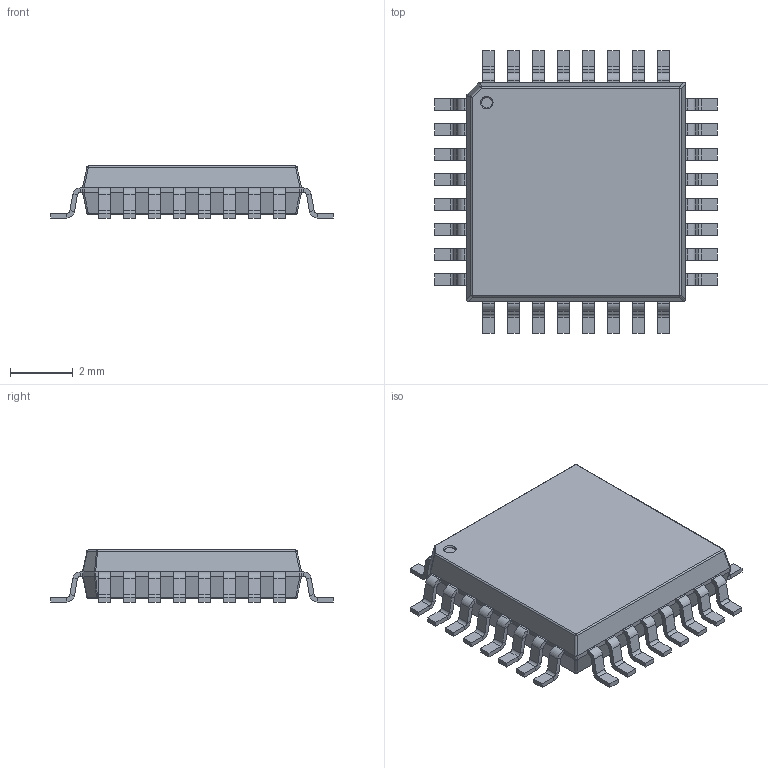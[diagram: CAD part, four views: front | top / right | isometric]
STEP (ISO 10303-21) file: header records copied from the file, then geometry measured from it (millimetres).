
FILE_DESCRIPTION (( 'STEP AP214' ), '1' );
FILE_NAME ('User Library-LQFP32-0.8.STEP', '2015-02-12T08:20:40', ( 'Windows User' ), ( '' ), 'SwSTEP 2.0', 'SolidWorks 2015', '' );
FILE_SCHEMA (( 'AUTOMOTIVE_DESIGN' ));
Length unit declared in the file: millimetre
Products named in the file (1): User Library-LQFP32-0.8
Bounding box: 9.04 x 9.04 x 1.66 mm (x, y, z)
Volume: 75.8 mm3; surface area: 189 mm2
Topology: 33 solids, 33 shells, 759 faces, 1534 edges, 842 vertices
Faces by surface type: plane 594, cylinder 153, sphere 10, cone 2
Entity records: 27021 total; most frequent: DIRECTION 3322, CARTESIAN_POINT 3202, ORIENTED_EDGE 3068, EDGE_CURVE 1534, VECTOR 1222, LINE 1222, AXIS2_PLACEMENT_3D 1050, VERTEX_POINT 842
